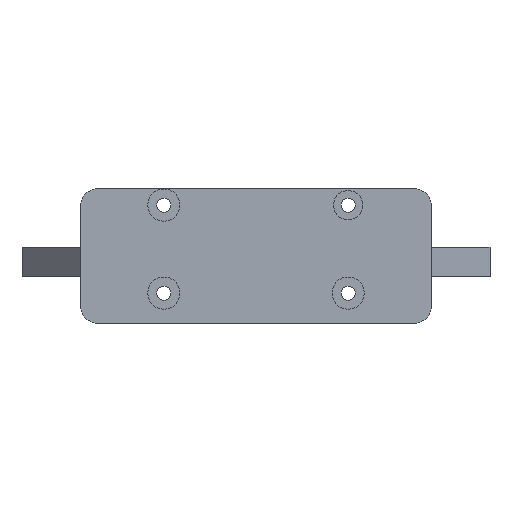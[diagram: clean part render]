
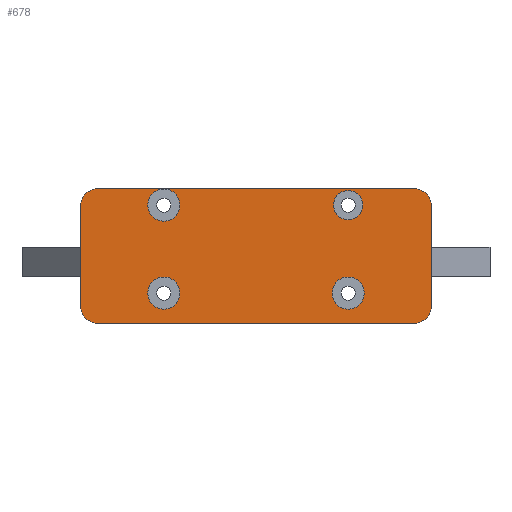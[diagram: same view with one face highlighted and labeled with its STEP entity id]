
A CAD part, front view. The second image highlights one B-rep face of the part: STEP entity #678.
In plain terms, the highlighted planar face has unit normal (0, -1, 0).
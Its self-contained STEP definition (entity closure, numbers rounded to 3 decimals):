
#23=FACE_BOUND('',#125,.T.);
#24=FACE_BOUND('',#126,.T.);
#25=FACE_BOUND('',#127,.T.);
#26=FACE_BOUND('',#128,.T.);
#44=PLANE('',#758);
#78=FACE_OUTER_BOUND('',#124,.T.);
#124=EDGE_LOOP('',(#553,#554,#555,#556,#557,#558,#559,#560));
#125=EDGE_LOOP('',(#561));
#126=EDGE_LOOP('',(#562));
#127=EDGE_LOOP('',(#563));
#128=EDGE_LOOP('',(#564));
#177=LINE('',#1094,#237);
#182=LINE('',#1102,#242);
#185=LINE('',#1108,#245);
#189=LINE('',#1115,#249);
#237=VECTOR('',#897,1000.);
#242=VECTOR('',#904,1000.);
#245=VECTOR('',#909,1000.);
#249=VECTOR('',#915,1000.);
#274=CIRCLE('',#711,2.75);
#276=CIRCLE('',#714,2.75);
#278=CIRCLE('',#717,2.75);
#280=CIRCLE('',#720,2.5);
#301=CIRCLE('',#759,3.);
#302=CIRCLE('',#760,3.);
#303=CIRCLE('',#761,3.);
#304=CIRCLE('',#762,3.);
#306=VERTEX_POINT('',#985);
#308=VERTEX_POINT('',#991);
#310=VERTEX_POINT('',#997);
#312=VERTEX_POINT('',#1003);
#345=VERTEX_POINT('',#1092);
#346=VERTEX_POINT('',#1093);
#347=VERTEX_POINT('',#1099);
#348=VERTEX_POINT('',#1101);
#349=VERTEX_POINT('',#1105);
#350=VERTEX_POINT('',#1107);
#351=VERTEX_POINT('',#1112);
#352=VERTEX_POINT('',#1114);
#367=EDGE_CURVE('',#306,#306,#274,.T.);
#370=EDGE_CURVE('',#308,#308,#276,.T.);
#373=EDGE_CURVE('',#310,#310,#278,.T.);
#376=EDGE_CURVE('',#312,#312,#280,.T.);
#417=EDGE_CURVE('',#345,#346,#177,.T.);
#422=EDGE_CURVE('',#347,#348,#182,.T.);
#425=EDGE_CURVE('',#349,#350,#185,.T.);
#429=EDGE_CURVE('',#351,#352,#189,.T.);
#431=EDGE_CURVE('',#347,#346,#301,.T.);
#432=EDGE_CURVE('',#345,#352,#302,.T.);
#433=EDGE_CURVE('',#351,#350,#303,.T.);
#434=EDGE_CURVE('',#349,#348,#304,.T.);
#553=ORIENTED_EDGE('',*,*,#422,.F.);
#554=ORIENTED_EDGE('',*,*,#431,.T.);
#555=ORIENTED_EDGE('',*,*,#417,.F.);
#556=ORIENTED_EDGE('',*,*,#432,.T.);
#557=ORIENTED_EDGE('',*,*,#429,.F.);
#558=ORIENTED_EDGE('',*,*,#433,.T.);
#559=ORIENTED_EDGE('',*,*,#425,.F.);
#560=ORIENTED_EDGE('',*,*,#434,.T.);
#561=ORIENTED_EDGE('',*,*,#367,.T.);
#562=ORIENTED_EDGE('',*,*,#370,.T.);
#563=ORIENTED_EDGE('',*,*,#373,.T.);
#564=ORIENTED_EDGE('',*,*,#376,.T.);
#678=ADVANCED_FACE('',(#78,#23,#24,#25,#26),#44,.T.);
#711=AXIS2_PLACEMENT_3D('',#987,#786,#787);
#714=AXIS2_PLACEMENT_3D('',#993,#793,#794);
#717=AXIS2_PLACEMENT_3D('',#999,#800,#801);
#720=AXIS2_PLACEMENT_3D('',#1005,#807,#808);
#758=AXIS2_PLACEMENT_3D('',#1117,#917,#918);
#759=AXIS2_PLACEMENT_3D('',#1118,#919,#920);
#760=AXIS2_PLACEMENT_3D('',#1119,#921,#922);
#761=AXIS2_PLACEMENT_3D('',#1120,#923,#924);
#762=AXIS2_PLACEMENT_3D('',#1121,#925,#926);
#786=DIRECTION('center_axis',(0.,1.,0.));
#787=DIRECTION('ref_axis',(1.,0.,0.));
#793=DIRECTION('center_axis',(0.,1.,0.));
#794=DIRECTION('ref_axis',(1.,0.,0.));
#800=DIRECTION('center_axis',(0.,1.,0.));
#801=DIRECTION('ref_axis',(1.,0.,0.));
#807=DIRECTION('center_axis',(0.,1.,0.));
#808=DIRECTION('ref_axis',(-1.,0.,0.));
#897=DIRECTION('',(0.,0.,-1.));
#904=DIRECTION('',(-1.,0.,0.));
#909=DIRECTION('',(0.,0.,1.));
#915=DIRECTION('',(1.,0.,0.));
#917=DIRECTION('center_axis',(0.,-1.,0.));
#918=DIRECTION('ref_axis',(0.,0.,
-1.));
#919=DIRECTION('center_axis',(0.,-1.,0.));
#920=DIRECTION('ref_axis',(0.,0.,
-1.));
#921=DIRECTION('center_axis',(0.,-1.,0.));
#922=DIRECTION('ref_axis',(0.,0.,
-1.));
#923=DIRECTION('center_axis',(0.,-1.,0.));
#924=DIRECTION('ref_axis',(0.,0.,
-1.));
#925=DIRECTION('center_axis',(0.,-1.,0.));
#926=DIRECTION('ref_axis',(0.,0.,
-1.));
#985=CARTESIAN_POINT('',(31.5,0.,-15.04));
#987=CARTESIAN_POINT('Origin',(34.25,0.,-15.04));
#991=CARTESIAN_POINT('',(0.,0.,-15.04));
#993=CARTESIAN_POINT('Origin',(2.75,0.,-15.04));
#997=CARTESIAN_POINT('',(0.,0.,0.));
#999=CARTESIAN_POINT('Origin',(2.75,0.,0.));
#1003=CARTESIAN_POINT('',(36.75,0.,0.));
#1005=CARTESIAN_POINT('Origin',(34.25,0.,0.));
#1092=CARTESIAN_POINT('',(48.5,0.,-0.2));
#1093=CARTESIAN_POINT('',(48.5,0.,-17.2));
#1094=CARTESIAN_POINT('',(48.5,0.,2.8));
#1099=CARTESIAN_POINT('',(45.5,0.,-20.2));
#1101=CARTESIAN_POINT('',(-8.5,0.,-20.2));
#1102=CARTESIAN_POINT('',(-11.5,0.,-20.2));
#1105=CARTESIAN_POINT('',(-11.5,0.,-17.2));
#1107=CARTESIAN_POINT('',(-11.5,0.,-0.2));
#1108=CARTESIAN_POINT('',(-11.5,0.,2.8));
#1112=CARTESIAN_POINT('',(-8.5,0.,2.8));
#1114=CARTESIAN_POINT('',(45.5,0.,2.8));
#1115=CARTESIAN_POINT('',(-11.5,0.,2.8));
#1117=CARTESIAN_POINT('Origin',(18.5,0.,-8.7));
#1118=CARTESIAN_POINT('Origin',(45.5,0.,-17.2));
#1119=CARTESIAN_POINT('Origin',(45.5,0.,-0.2));
#1120=CARTESIAN_POINT('Origin',(-8.5,0.,-0.2));
#1121=CARTESIAN_POINT('Origin',(-8.5,0.,
-17.2));
